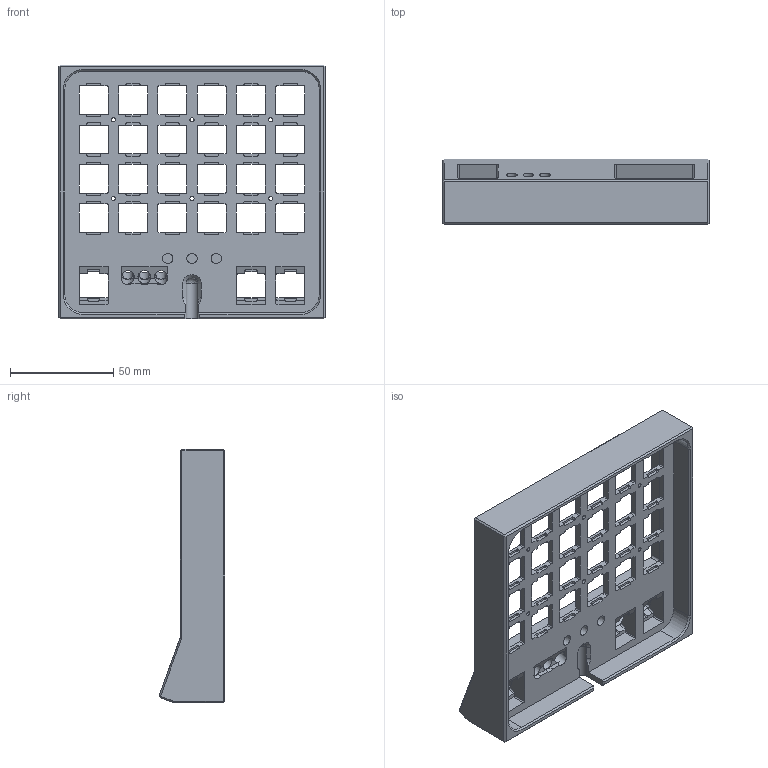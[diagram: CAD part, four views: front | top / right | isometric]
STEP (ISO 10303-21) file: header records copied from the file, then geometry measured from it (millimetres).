
FILE_DESCRIPTION(/* description */ (''),/* implementation_level */ '2;1');
FILE_NAME(/* name */ 'ellipsis_rev2_top_fixed_plate.step',/* time_stamp */ '2020-11-13T18:09:36+01:00',/* author */ (''),/* organization */ (''),/* preprocessor_version */ 'ST-DEVELOPER v18.1',/* originating_system */ 'Autodesk Translation Framework v9.3.0.1241',/* authorisation */ '');
FILE_SCHEMA (('AUTOMOTIVE_DESIGN { 1 0 10303 214 3 1 1 }'));
Length unit declared in the file: millimetre
Products named in the file (1): top replated
Bounding box: 129 x 31.8 x 122.74 mm (x, y, z)
Volume: 109650.2 mm3; surface area: 48898.1 mm2
Topology: 1 solids, 1 shells, 681 faces, 1967 edges, 1293 vertices
Faces by surface type: plane 417, cylinder 256, cone 7, sphere 1
Full cylindrical faces by diameter (mm): 2 x6, 5 x3, 5.1 x3, 6.2 x3
Entity records: 22535 total; most frequent: CARTESIAN_POINT 3944, ORIENTED_EDGE 3930, DIRECTION 3869, EDGE_CURVE 1965, LINE 1421, VECTOR 1421, VERTEX_POINT 1293, AXIS2_PLACEMENT_3D 1224
